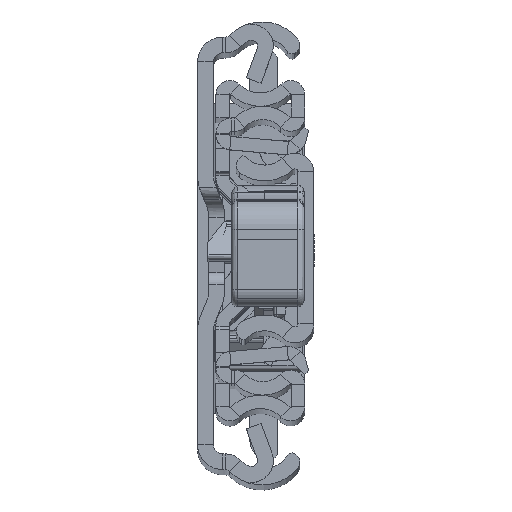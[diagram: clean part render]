
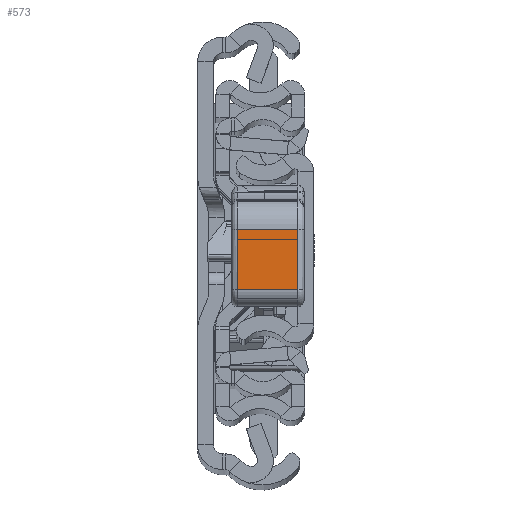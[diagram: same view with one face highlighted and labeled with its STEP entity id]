
A CAD part, top view. The second image highlights one B-rep face of the part: STEP entity #573.
In plain terms, the highlighted face is planar.
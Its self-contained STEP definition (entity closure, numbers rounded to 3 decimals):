
#545 = DIRECTION ( 'NONE',  ( 0.027, 1., 0. ) ) ;
#563 = DIRECTION ( 'NONE',  ( -0.027, -1., 0. ) ) ;
#573 = ADVANCED_FACE ( 'NONE', ( #718 ), #16399, .F. ) ;
#718 = FACE_OUTER_BOUND ( 'NONE', #26241, .T. ) ;
#2846 = VECTOR ( 'NONE', #18194, 1000. ) ;
#3677 = LINE ( 'NONE', #31068, #2846 ) ;
#4820 = VERTEX_POINT ( 'NONE', #16878 ) ;
#5990 = LINE ( 'NONE', #28901, #21505 ) ;
#6460 = VECTOR ( 'NONE', #18111, 1000. ) ;
#6564 = VERTEX_POINT ( 'NONE', #27505 ) ;
#7196 = VECTOR ( 'NONE', #545, 1000. ) ;
#8638 = ORIENTED_EDGE ( 'NONE', *, *, #24837, .T. ) ;
#10699 = CARTESIAN_POINT ( 'NONE',  ( 39.55, -12.274, 10. ) ) ;
#13036 = ORIENTED_EDGE ( 'NONE', *, *, #27687, .T. ) ;
#15089 = VERTEX_POINT ( 'NONE', #19166 ) ;
#15756 = DIRECTION ( 'NONE',  ( -1., 0.027, 0. ) ) ;
#15913 = CARTESIAN_POINT ( 'NONE',  ( 39.55, -12.274, 11. ) ) ;
#16399 = PLANE ( 'NONE',  #25616 ) ;
#16878 = CARTESIAN_POINT ( 'NONE',  ( 39.55, -12.274, 0. ) ) ;
#18111 = DIRECTION ( 'NONE',  ( -0.027, -1., 0. ) ) ;
#18194 = DIRECTION ( 'NONE',  ( 0., 0., -1. ) ) ;
#18846 = DIRECTION ( 'NONE',  ( 0., 0., 1. ) ) ;
#19166 = CARTESIAN_POINT ( 'NONE',  ( 39.818, -2.465, 10. ) ) ;
#20469 = ORIENTED_EDGE ( 'NONE', *, *, #20638, .T. ) ;
#20638 = EDGE_CURVE ( 'NONE', #22530, #4820, #3677, .T. ) ;
#20899 = LINE ( 'NONE', #10699, #6460 ) ;
#21458 = ORIENTED_EDGE ( 'NONE', *, *, #25430, .T. ) ;
#21505 = VECTOR ( 'NONE', #18846, 1000. ) ;
#22530 = VERTEX_POINT ( 'NONE', #22544 ) ;
#22544 = CARTESIAN_POINT ( 'NONE',  ( 39.55, -12.274, 10. ) ) ;
#22636 = CARTESIAN_POINT ( 'NONE',  ( 39.55, -12.274, 0. ) ) ;
#22962 = LINE ( 'NONE', #22636, #7196 ) ;
#24837 = EDGE_CURVE ( 'NONE', #6564, #15089, #5990, .T. ) ;
#25430 = EDGE_CURVE ( 'NONE', #15089, #22530, #20899, .T. ) ;
#25616 = AXIS2_PLACEMENT_3D ( 'NONE', #15913, #15756, #563 ) ;
#26241 = EDGE_LOOP ( 'NONE', ( #20469, #13036, #8638, #21458 ) ) ;
#27505 = CARTESIAN_POINT ( 'NONE',  ( 39.818, -2.465, 0. ) ) ;
#27687 = EDGE_CURVE ( 'NONE', #4820, #6564, #22962, .T. ) ;
#28901 = CARTESIAN_POINT ( 'NONE',  ( 39.818, -2.465, 11. ) ) ;
#31068 = CARTESIAN_POINT ( 'NONE',  ( 39.55, -12.274, 11. ) ) ;
